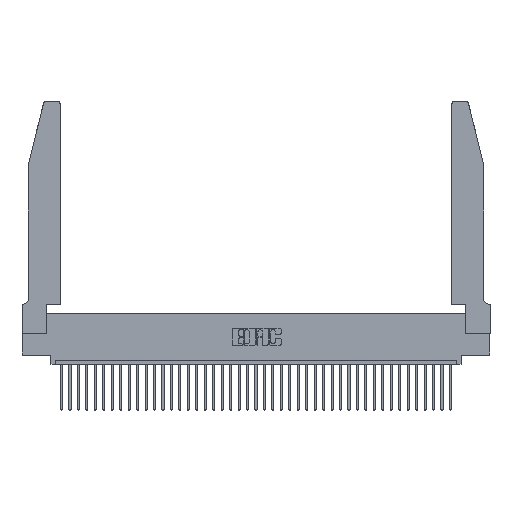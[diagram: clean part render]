
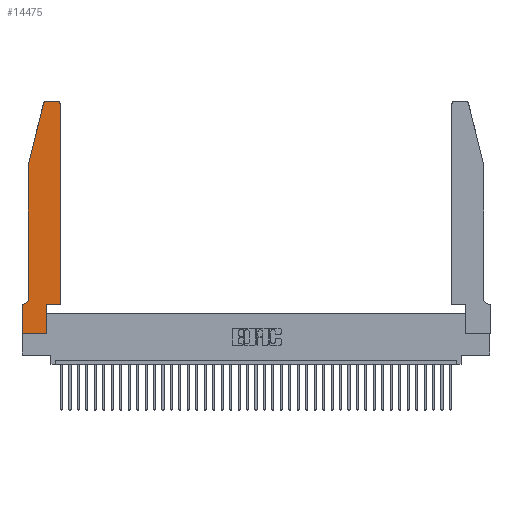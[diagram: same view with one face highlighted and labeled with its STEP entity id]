
A CAD part, top view. The second image highlights one B-rep face of the part: STEP entity #14475.
In plain terms, the highlighted planar face has unit normal (0, 0, 1).
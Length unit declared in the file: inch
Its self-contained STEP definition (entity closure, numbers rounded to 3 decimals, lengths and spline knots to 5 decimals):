
#385 = CARTESIAN_POINT ( 'NONE',  ( 0.4505, 0.35, 0.37 ) ) ;
#583 = EDGE_CURVE ( 'NONE', #29641, #2007, #17500, .T. ) ;
#771 = VECTOR ( 'NONE', #3022, 39.37008 ) ;
#1410 = DIRECTION ( 'NONE',  ( 0., 0., 1. ) ) ;
#1678 = VERTEX_POINT ( 'NONE', #7509 ) ;
#2007 = VERTEX_POINT ( 'NONE', #15219 ) ;
#2040 = VERTEX_POINT ( 'NONE', #18701 ) ;
#2500 = CIRCLE ( 'NONE', #25781, 0.07 ) ;
#2522 = EDGE_CURVE ( 'NONE', #9074, #29300, #24024, .T. ) ;
#2734 = ORIENTED_EDGE ( 'NONE', *, *, #19701, .T. ) ;
#2947 = ORIENTED_EDGE ( 'NONE', *, *, #15761, .T. ) ;
#3022 = DIRECTION ( 'NONE',  ( 0., -1., 0. ) ) ;
#3287 = VECTOR ( 'NONE', #20392, 39.37008 ) ;
#3528 = DIRECTION ( 'NONE',  ( -1., 0., 0. ) ) ;
#3767 = VECTOR ( 'NONE', #24945, 39.37008 ) ;
#4630 = ORIENTED_EDGE ( 'NONE', *, *, #39044, .T. ) ;
#4654 = CARTESIAN_POINT ( 'NONE',  ( 0.284, 2.75, 0.37 ) ) ;
#6991 = CARTESIAN_POINT ( 'NONE',  ( 0.25487, 2.72718, 0.37 ) ) ;
#7509 = CARTESIAN_POINT ( 'NONE',  ( 0., 0.35, 0.37 ) ) ;
#8273 = VECTOR ( 'NONE', #9977, 39.37008 ) ;
#8381 = LINE ( 'NONE', #30292, #34682 ) ;
#8466 = ORIENTED_EDGE ( 'NONE', *, *, #14210, .T. ) ;
#8633 = VECTOR ( 'NONE', #21210, 39.37008 ) ;
#9074 = VERTEX_POINT ( 'NONE', #4654 ) ;
#9425 = CARTESIAN_POINT ( 'NONE',  ( 0.0755, 0.35, 0.37 ) ) ;
#9977 = DIRECTION ( 'NONE',  ( 1., 0., 0. ) ) ;
#10981 = CARTESIAN_POINT ( 'NONE',  ( 0., 0., 0.37 ) ) ;
#11331 = ORIENTED_EDGE ( 'NONE', *, *, #2522, .T. ) ;
#11861 = CARTESIAN_POINT ( 'NONE',  ( 0.4505, 2.72, 0.37 ) ) ;
#11960 = DIRECTION ( 'NONE',  ( 0., 1., 0. ) ) ;
#12083 = ORIENTED_EDGE ( 'NONE', *, *, #19824, .T. ) ;
#12500 = CARTESIAN_POINT ( 'NONE',  ( 0., 0., 0.37 ) ) ;
#13512 = LINE ( 'NONE', #12500, #8273 ) ;
#13521 = EDGE_CURVE ( 'NONE', #20957, #2040, #13512, .T. ) ;
#14210 = EDGE_CURVE ( 'NONE', #27515, #19503, #23505, .T. ) ;
#14221 = LINE ( 'NONE', #9425, #33848 ) ;
#14475 = ADVANCED_FACE ( 'NONE', ( #35917 ), #30801, .T. ) ;
#14538 = AXIS2_PLACEMENT_3D ( 'NONE', #24034, #24434, #18155 ) ;
#15046 = ORIENTED_EDGE ( 'NONE', *, *, #583, .T. ) ;
#15219 = CARTESIAN_POINT ( 'NONE',  ( 0.0755, 0.42, 0.37 ) ) ;
#15761 = EDGE_CURVE ( 'NONE', #19503, #9074, #20941, .T. ) ;
#17052 = VERTEX_POINT ( 'NONE', #29158 ) ;
#17267 = LINE ( 'NONE', #385, #8633 ) ;
#17500 = LINE ( 'NONE', #18527, #771 ) ;
#17504 = ORIENTED_EDGE ( 'NONE', *, *, #17835, .T. ) ;
#17835 = EDGE_CURVE ( 'NONE', #17052, #27515, #8381, .T. ) ;
#18155 = DIRECTION ( 'NONE',  ( 1., 0., 0. ) ) ;
#18214 = CARTESIAN_POINT ( 'NONE',  ( 0.2865, 0.35, 0.37 ) ) ;
#18527 = CARTESIAN_POINT ( 'NONE',  ( 0.0755, 2., 0.37 ) ) ;
#18701 = CARTESIAN_POINT ( 'NONE',  ( 0.2865, 0., 0.37 ) ) ;
#18706 = ORIENTED_EDGE ( 'NONE', *, *, #24138, .T. ) ;
#19503 = VERTEX_POINT ( 'NONE', #38424 ) ;
#19701 = EDGE_CURVE ( 'NONE', #2007, #26554, #2500, .T. ) ;
#19824 = EDGE_CURVE ( 'NONE', #2040, #26276, #35946, .T. ) ;
#20064 = LINE ( 'NONE', #26298, #27270 ) ;
#20369 = ORIENTED_EDGE ( 'NONE', *, *, #23563, .T. ) ;
#20382 = DIRECTION ( 'NONE',  ( 0., -1., 0. ) ) ;
#20392 = DIRECTION ( 'NONE',  ( -1., 0., 0. ) ) ;
#20941 = LINE ( 'NONE', #38707, #3287 ) ;
#20957 = VERTEX_POINT ( 'NONE', #10981 ) ;
#21210 = DIRECTION ( 'NONE',  ( 1., 0., 0. ) ) ;
#21506 = DIRECTION ( 'NONE',  ( -1., 0., 0. ) ) ;
#23505 = CIRCLE ( 'NONE', #33540, 0.03 ) ;
#23563 = EDGE_CURVE ( 'NONE', #29300, #29641, #31064, .T. ) ;
#24024 = CIRCLE ( 'NONE', #14538, 0.03 ) ;
#24034 = CARTESIAN_POINT ( 'NONE',  ( 0.284, 2.72, 0.37 ) ) ;
#24097 = CARTESIAN_POINT ( 'NONE',  ( 0.0055, 0.42, 0.37 ) ) ;
#24138 = EDGE_CURVE ( 'NONE', #26554, #1678, #14221, .T. ) ;
#24434 = DIRECTION ( 'NONE',  ( 0., 0., 1. ) ) ;
#24658 = CARTESIAN_POINT ( 'NONE',  ( 0., 0.35, 0.37 ) ) ;
#24667 = CARTESIAN_POINT ( 'NONE',  ( 0.0755, 2., 0.37 ) ) ;
#24945 = DIRECTION ( 'NONE',  ( -0.239, -0.971, 0. ) ) ;
#25702 = CARTESIAN_POINT ( 'NONE',  ( 0.0755, 2., 0.37 ) ) ;
#25781 = AXIS2_PLACEMENT_3D ( 'NONE', #24097, #30662, #21506 ) ;
#26276 = VERTEX_POINT ( 'NONE', #26909 ) ;
#26298 = CARTESIAN_POINT ( 'NONE',  ( 0., 0., 0.37 ) ) ;
#26554 = VERTEX_POINT ( 'NONE', #32700 ) ;
#26909 = CARTESIAN_POINT ( 'NONE',  ( 0.2865, 0.35, 0.37 ) ) ;
#27053 = EDGE_LOOP ( 'NONE', ( #2947, #11331, #20369, #15046, #2734, #18706, #4630, #29022, #12083, #34339, #17504, #8466 ) ) ;
#27189 = DIRECTION ( 'NONE',  ( 0., 0., 1. ) ) ;
#27270 = VECTOR ( 'NONE', #20382, 39.37008 ) ;
#27325 = DIRECTION ( 'NONE',  ( 1., 0., 0. ) ) ;
#27515 = VERTEX_POINT ( 'NONE', #11861 ) ;
#29022 = ORIENTED_EDGE ( 'NONE', *, *, #13521, .T. ) ;
#29158 = CARTESIAN_POINT ( 'NONE',  ( 0.4505, 0.35, 0.37 ) ) ;
#29300 = VERTEX_POINT ( 'NONE', #6991 ) ;
#29641 = VERTEX_POINT ( 'NONE', #25702 ) ;
#30292 = CARTESIAN_POINT ( 'NONE',  ( 0.4505, 0.35, 0.37 ) ) ;
#30662 = DIRECTION ( 'NONE',  ( 0., 0., -1. ) ) ;
#30801 = PLANE ( 'NONE',  #32257 ) ;
#31064 = LINE ( 'NONE', #24667, #3767 ) ;
#32257 = AXIS2_PLACEMENT_3D ( 'NONE', #24658, #27189, #27325 ) ;
#32291 = DIRECTION ( 'NONE',  ( 1., 0., 0. ) ) ;
#32700 = CARTESIAN_POINT ( 'NONE',  ( 0.0055, 0.35, 0.37 ) ) ;
#33540 = AXIS2_PLACEMENT_3D ( 'NONE', #38533, #1410, #32291 ) ;
#33848 = VECTOR ( 'NONE', #3528, 39.37008 ) ;
#34339 = ORIENTED_EDGE ( 'NONE', *, *, #38691, .T. ) ;
#34682 = VECTOR ( 'NONE', #11960, 39.37008 ) ;
#35917 = FACE_OUTER_BOUND ( 'NONE', #27053, .T. ) ;
#35946 = LINE ( 'NONE', #18214, #37361 ) ;
#36645 = DIRECTION ( 'NONE',  ( 0., 1., 0. ) ) ;
#37361 = VECTOR ( 'NONE', #36645, 39.37008 ) ;
#38424 = CARTESIAN_POINT ( 'NONE',  ( 0.4205, 2.75, 0.37 ) ) ;
#38533 = CARTESIAN_POINT ( 'NONE',  ( 0.4205, 2.72, 0.37 ) ) ;
#38691 = EDGE_CURVE ( 'NONE', #26276, #17052, #17267, .T. ) ;
#38707 = CARTESIAN_POINT ( 'NONE',  ( 0.2605, 2.75, 0.37 ) ) ;
#39044 = EDGE_CURVE ( 'NONE', #1678, #20957, #20064, .T. ) ;
